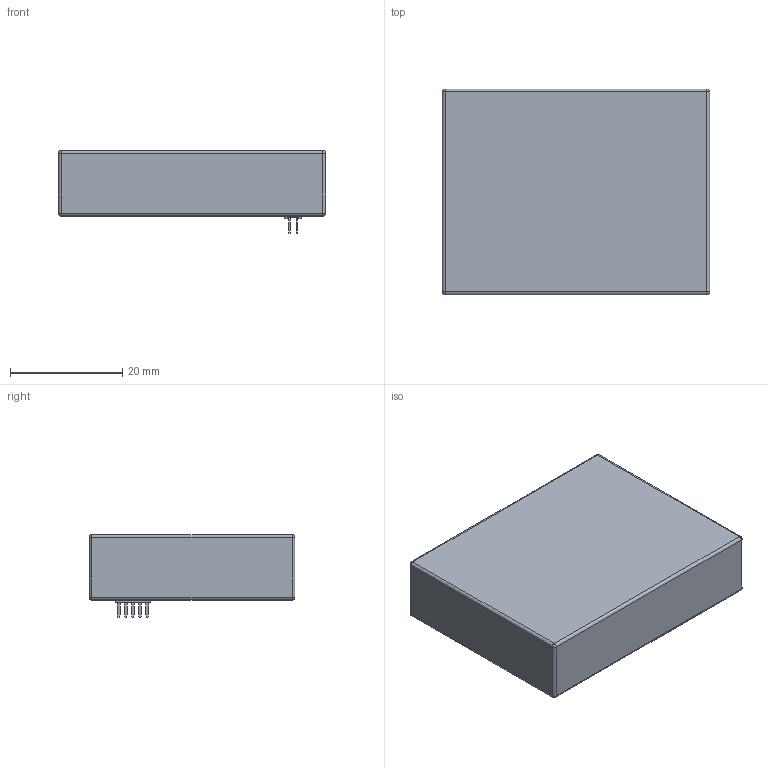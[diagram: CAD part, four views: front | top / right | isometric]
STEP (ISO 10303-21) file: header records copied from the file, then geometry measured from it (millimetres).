
FILE_DESCRIPTION(('FreeCAD Model'),'2;1');
FILE_NAME('PMS7003_with_connector.step','2018-02-26T21:20:51',('kicad StepUp'),( 'ksu MCAD'),'Open CASCADE STEP processor 6.8','FreeCAD','Unknown');
FILE_SCHEMA(('AUTOMOTIVE_DESIGN_CC2 { 1 2 10303 214 -1 1 5 4 }'));
Length unit declared in the file: millimetre
Products named in the file (1): PMS7003_with_connector
Bounding box: 47.7 x 36.7 x 14.8 mm (x, y, z)
Volume: 20281.1 mm3; surface area: 5964.3 mm2
Topology: 1 solids, 12 shells, 548 faces, 1425 edges, 920 vertices
Faces by surface type: plane 502, cylinder 38, sphere 8
Entity records: 20270 total; most frequent: CARTESIAN_POINT 2894, ORIENTED_EDGE 2850, DIRECTION 2619, EDGE_CURVE 1425, LINE 1329, VECTOR 1329, VERTEX_POINT 920, AXIS2_PLACEMENT_3D 645
